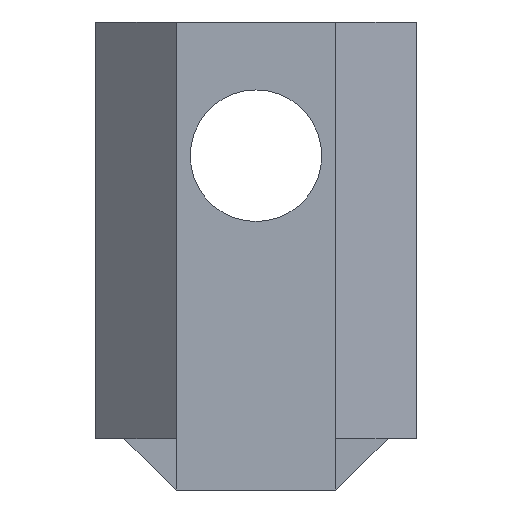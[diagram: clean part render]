
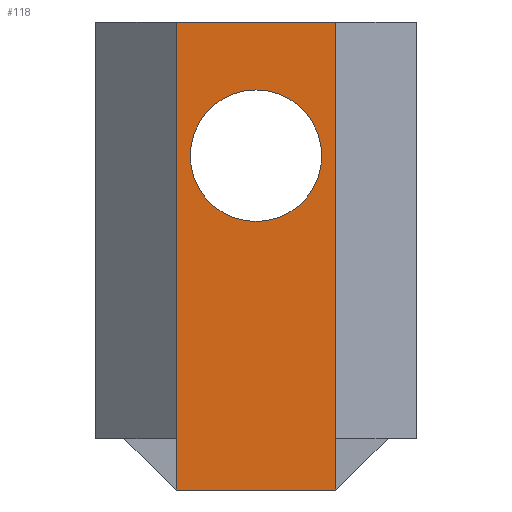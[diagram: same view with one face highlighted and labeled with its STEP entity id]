
A CAD part, front view. The second image highlights one B-rep face of the part: STEP entity #118.
In plain terms, the highlighted planar face has unit normal (0, -1, 0).
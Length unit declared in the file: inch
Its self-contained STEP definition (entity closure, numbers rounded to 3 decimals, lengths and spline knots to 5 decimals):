
#118 = ADVANCED_FACE( '', ( #242, #243 ), #244, .T. );
#242 = FACE_BOUND( '', #365, .T. );
#243 = FACE_OUTER_BOUND( '', #366, .T. );
#244 = PLANE( '', #367 );
#365 = EDGE_LOOP( '', ( #648 ) );
#366 = EDGE_LOOP( '', ( #649, #650, #651, #652, #653, #654 ) );
#367 = AXIS2_PLACEMENT_3D( '', #655, #656, #657 );
#648 = ORIENTED_EDGE( '', *, *, #816, .T. );
#649 = ORIENTED_EDGE( '', *, *, #749, .F. );
#650 = ORIENTED_EDGE( '', *, *, #817, .F. );
#651 = ORIENTED_EDGE( '', *, *, #781, .F. );
#652 = ORIENTED_EDGE( '', *, *, #744, .T. );
#653 = ORIENTED_EDGE( '', *, *, #801, .T. );
#654 = ORIENTED_EDGE( '', *, *, #769, .T. );
#655 = CARTESIAN_POINT( '', ( -0.119, 0., -0.623 ) );
#656 = DIRECTION( '', ( 0., -1., 0. ) );
#657 = DIRECTION( '', ( 0., 0., -1. ) );
#744 = EDGE_CURVE( '', #892, #894, #896, .T. );
#749 = EDGE_CURVE( '', #903, #905, #906, .T. );
#769 = EDGE_CURVE( '', #928, #905, #935, .T. );
#781 = EDGE_CURVE( '', #892, #950, #951, .T. );
#801 = EDGE_CURVE( '', #894, #928, #978, .T. );
#816 = EDGE_CURVE( '', #995, #995, #996, .T. );
#817 = EDGE_CURVE( '', #950, #903, #997, .T. );
#892 = VERTEX_POINT( '', #1101 );
#894 = VERTEX_POINT( '', #1104 );
#896 = LINE( '', #1107, #1108 );
#903 = VERTEX_POINT( '', #1117 );
#905 = VERTEX_POINT( '', #1120 );
#906 = LINE( '', #1121, #1122 );
#928 = VERTEX_POINT( '', #1155 );
#935 = LINE( '', #1165, #1166 );
#950 = VERTEX_POINT( '', #1186 );
#951 = LINE( '', #1187, #1188 );
#978 = LINE( '', #1227, #1228 );
#995 = VERTEX_POINT( '', #1252 );
#996 = CIRCLE( '', #1253, 0.09843 );
#997 = LINE( '', #1254, #1255 );
#1101 = CARTESIAN_POINT( '', ( -0.119, 0., -0.7 ) );
#1104 = CARTESIAN_POINT( '', ( 0.119, 0., -0.7 ) );
#1107 = CARTESIAN_POINT( '', ( -0.119, 0., -0.7 ) );
#1108 = VECTOR( '', #1303, 39.37008 );
#1117 = CARTESIAN_POINT( '', ( -0.119, 0., 0. ) );
#1120 = CARTESIAN_POINT( '', ( 0.119, 0., 0. ) );
#1121 = CARTESIAN_POINT( '', ( -0.119, 0., 0. ) );
#1122 = VECTOR( '', #1307, 39.37008 );
#1155 = CARTESIAN_POINT( '', ( 0.119, 0., -0.623 ) );
#1165 = CARTESIAN_POINT( '', ( 0.119, 0., -0.623 ) );
#1166 = VECTOR( '', #1322, 39.37008 );
#1186 = CARTESIAN_POINT( '', ( -0.119, 0., -0.623 ) );
#1187 = CARTESIAN_POINT( '', ( -0.119, 0., -0.7 ) );
#1188 = VECTOR( '', #1334, 39.37008 );
#1227 = CARTESIAN_POINT( '', ( 0.119, 0., -0.7 ) );
#1228 = VECTOR( '', #1350, 39.37008 );
#1252 = CARTESIAN_POINT( '', ( 0.09843, 0., -0.2 ) );
#1253 = AXIS2_PLACEMENT_3D( '', #1358, #1359, #1360 );
#1254 = CARTESIAN_POINT( '', ( -0.119, 0., -0.623 ) );
#1255 = VECTOR( '', #1361, 39.37008 );
#1303 = DIRECTION( '', ( 1., 0., 0. ) );
#1307 = DIRECTION( '', ( 1., 0., 0. ) );
#1322 = DIRECTION( '', ( 0., 0., 1. ) );
#1334 = DIRECTION( '', ( 0., 0., 1. ) );
#1350 = DIRECTION( '', ( 0., 0., 1. ) );
#1358 = CARTESIAN_POINT( '', ( 0., 0., -0.2 ) );
#1359 = DIRECTION( '', ( 0., 1., 0. ) );
#1360 = DIRECTION( '', ( 1., 0., 0. ) );
#1361 = DIRECTION( '', ( 0., 0., 1. ) );
